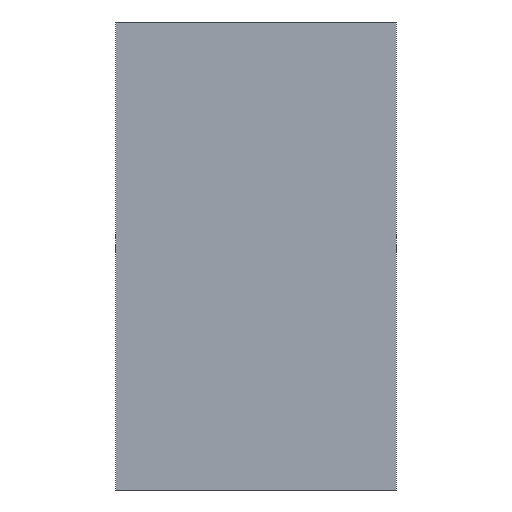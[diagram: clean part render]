
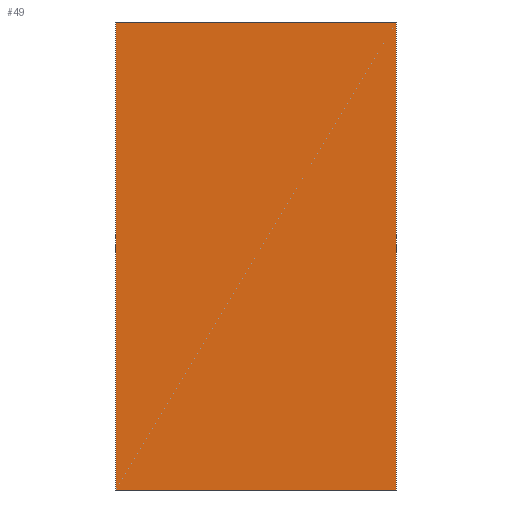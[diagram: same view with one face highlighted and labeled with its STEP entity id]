
A CAD part, left-side view. The second image highlights one B-rep face of the part: STEP entity #49.
In plain terms, the highlighted planar face has unit normal (-1, 0, 0).
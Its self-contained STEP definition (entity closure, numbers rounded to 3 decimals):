
#5 = CARTESIAN_POINT ( 'NONE',  ( -5., 25., 0. ) ) ;
#19 = LINE ( 'NONE', #102, #360 ) ;
#32 = VERTEX_POINT ( 'NONE', #165 ) ;
#33 = DIRECTION ( 'NONE',  ( 0., -1., 0. ) ) ;
#49 = ADVANCED_FACE ( 'NONE', ( #66 ), #131, .F. ) ;
#55 = LINE ( 'NONE', #141, #393 ) ;
#66 = FACE_OUTER_BOUND ( 'NONE', #232, .T. ) ;
#83 = DIRECTION ( 'NONE',  ( 0., 0., -1. ) ) ;
#85 = ORIENTED_EDGE ( 'NONE', *, *, #258, .F. ) ;
#102 = CARTESIAN_POINT ( 'NONE',  ( -5., -5., 0. ) ) ;
#103 = CARTESIAN_POINT ( 'NONE',  ( -5., -5., 50. ) ) ;
#129 = CARTESIAN_POINT ( 'NONE',  ( -5., -5., 50. ) ) ;
#131 = PLANE ( 'NONE',  #400 ) ;
#134 = CARTESIAN_POINT ( 'NONE',  ( -5., -5., 50. ) ) ;
#141 = CARTESIAN_POINT ( 'NONE',  ( -5., -5., 50. ) ) ;
#146 = ORIENTED_EDGE ( 'NONE', *, *, #394, .T. ) ;
#165 = CARTESIAN_POINT ( 'NONE',  ( -5., -5., 0. ) ) ;
#188 = VECTOR ( 'NONE', #83, 1000. ) ;
#193 = EDGE_CURVE ( 'NONE', #403, #260, #372, .T. ) ;
#201 = DIRECTION ( 'NONE',  ( 0., 0., -1. ) ) ;
#215 = EDGE_CURVE ( 'NONE', #388, #32, #19, .T. ) ;
#232 = EDGE_LOOP ( 'NONE', ( #281, #85, #306, #146 ) ) ;
#258 = EDGE_CURVE ( 'NONE', #260, #32, #55, .T. ) ;
#260 = VERTEX_POINT ( 'NONE', #134 ) ;
#281 = ORIENTED_EDGE ( 'NONE', *, *, #215, .T. ) ;
#297 = VECTOR ( 'NONE', #33, 1000. ) ;
#306 = ORIENTED_EDGE ( 'NONE', *, *, #193, .F. ) ;
#339 = DIRECTION ( 'NONE',  ( 0., -1., 0. ) ) ;
#340 = DIRECTION ( 'NONE',  ( 0., 0., -1. ) ) ;
#360 = VECTOR ( 'NONE', #339, 1000. ) ;
#372 = LINE ( 'NONE', #129, #297 ) ;
#379 = LINE ( 'NONE', #390, #188 ) ;
#388 = VERTEX_POINT ( 'NONE', #5 ) ;
#390 = CARTESIAN_POINT ( 'NONE',  ( -5., 25., 50. ) ) ;
#393 = VECTOR ( 'NONE', #340, 1000. ) ;
#394 = EDGE_CURVE ( 'NONE', #403, #388, #379, .T. ) ;
#400 = AXIS2_PLACEMENT_3D ( 'NONE', #103, #436, #201 ) ;
#403 = VERTEX_POINT ( 'NONE', #418 ) ;
#418 = CARTESIAN_POINT ( 'NONE',  ( -5., 25., 50. ) ) ;
#436 = DIRECTION ( 'NONE',  ( 1., 0., 0. ) ) ;
